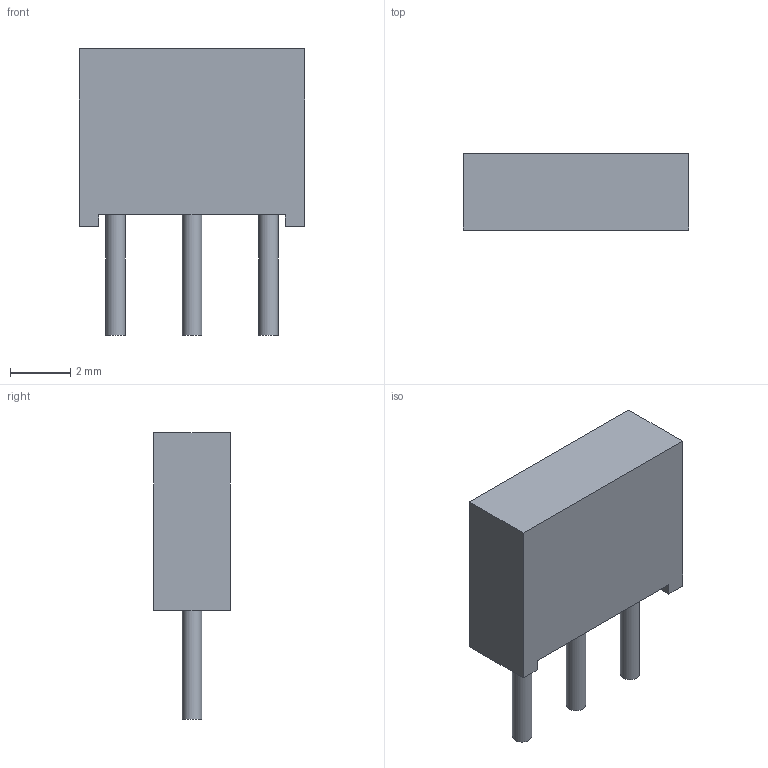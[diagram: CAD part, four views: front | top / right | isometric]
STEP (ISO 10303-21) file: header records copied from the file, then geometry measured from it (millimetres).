
FILE_DESCRIPTION(('FreeCAD Model'),'2;1');
FILE_NAME('Open CASCADE Shape Model','2023-12-01T13:50:02',( 'kicad StepUp'),('ksu MCAD'),'Open CASCADE STEP processor 7.7', 'FreeCAD','Unknown');
FILE_SCHEMA(('AUTOMOTIVE_DESIGN { 1 0 10303 214 1 1 1 1 }'));
Length unit declared in the file: millimetre
Products named in the file (1): R_Array_Box3_L7.5mm_W2.5mm_P2.54mm_Vishay_300144
Bounding box: 7.49 x 2.54 x 9.53 mm (x, y, z)
Volume: 110.3 mm3; surface area: 180 mm2
Topology: 4 solids, 4 shells, 19 faces, 33 edges, 22 vertices
Faces by surface type: plane 16, cylinder 3
Full cylindrical faces by diameter (mm): 0.644 x3
Entity records: 631 total; most frequent: DIRECTION 79, CARTESIAN_POINT 75, ORIENTED_EDGE 66, EDGE_CURVE 33, LINE 27, VECTOR 27, AXIS2_PLACEMENT_3D 26, PRESENTATION_STYLE_ASSIGNMENT 23
